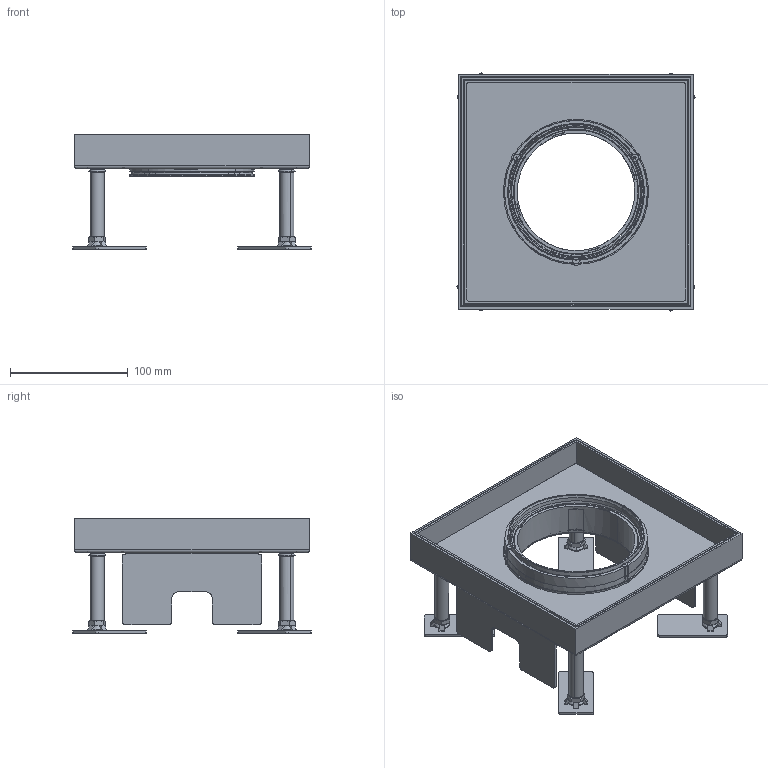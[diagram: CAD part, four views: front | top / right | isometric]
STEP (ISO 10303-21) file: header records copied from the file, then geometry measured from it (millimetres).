
FILE_DESCRIPTION(/* description */ (''),/* implementation_level */ '2;1');
FILE_NAME(/* name */ '7409362',/* time_stamp */ '2015-08-10T14:37:40+02:00',/* author */ (''),/* organization */ (''),/* preprocessor_version */ 'ST-DEVELOPER v15',/* originating_system */ '',/* authorisation */ '');
FILE_SCHEMA (('CONFIG_CONTROL_DESIGN'));
Length unit declared in the file: millimetre
Products named in the file (2): Document; Block 01
Assembly tree (1 placements, depth 2):
  Document
    Block 01
Bounding box: 201.78 x 201.76 x 97 mm (x, y, z)
Volume: 242962.4 mm3; surface area: 333305.8 mm2
Topology: 21 solids, 23 shells, 940 faces, 2339 edges, 1448 vertices
Faces by surface type: bspline 573, plane 367
Entity records: 38549 total; most frequent: CARTESIAN_POINT 24335, ORIENTED_EDGE 4646, EDGE_CURVE 2339, VERTEX_POINT 1448, B_SPLINE_CURVE_WITH_KNOTS 1397, EDGE_LOOP 1025, ADVANCED_FACE 940, FACE_OUTER_BOUND 940
